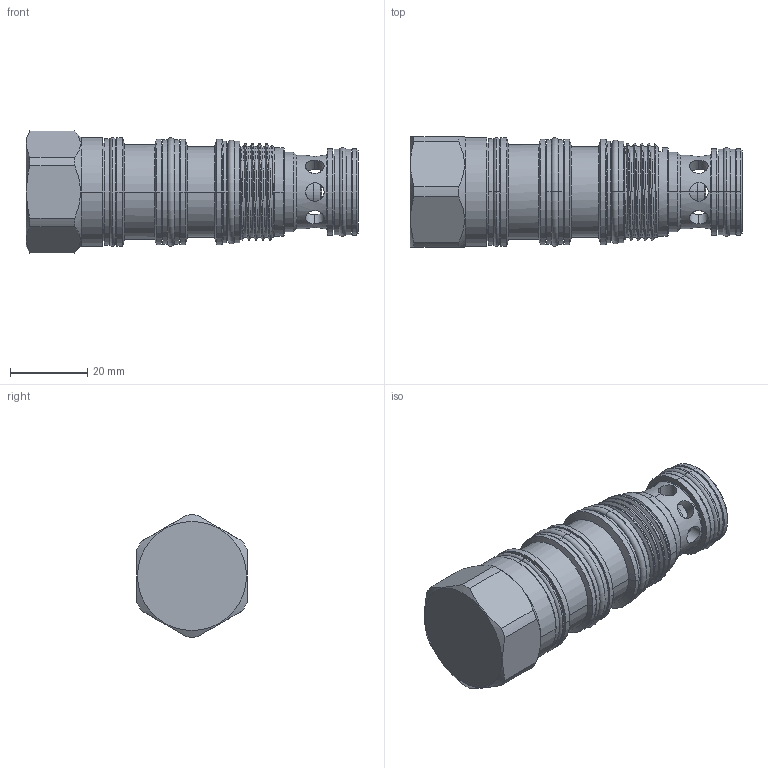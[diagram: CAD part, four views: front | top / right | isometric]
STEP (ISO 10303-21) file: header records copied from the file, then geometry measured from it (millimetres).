
FILE_DESCRIPTION (( 'STEP AP203' ), '1' );
FILE_NAME ('LN22A4S-N.STEP', '2020-03-23T01:16:41', ( '' ), ( '' ), 'SwSTEP 2.0', 'SolidWorks 2018', '' );
FILE_SCHEMA (( 'CONFIG_CONTROL_DESIGN' ));
Length unit declared in the file: millimetre
Products named in the file (1): LN22A4S-N
Bounding box: 85.8 x 28.57 x 31.59 mm (x, y, z)
Volume: 41407.5 mm3; surface area: 14193.7 mm2
Topology: 5 solids, 5 shells, 240 faces, 572 edges, 358 vertices
Faces by surface type: cylinder 134, cone 43, plane 40, torus 19, sphere 2, bspline 2
Entity records: 8860 total; most frequent: CARTESIAN_POINT 3224, DIRECTION 1202, ORIENTED_EDGE 1144, EDGE_CURVE 572, AXIS2_PLACEMENT_3D 508, VERTEX_POINT 358, EDGE_LOOP 282, CIRCLE 269
